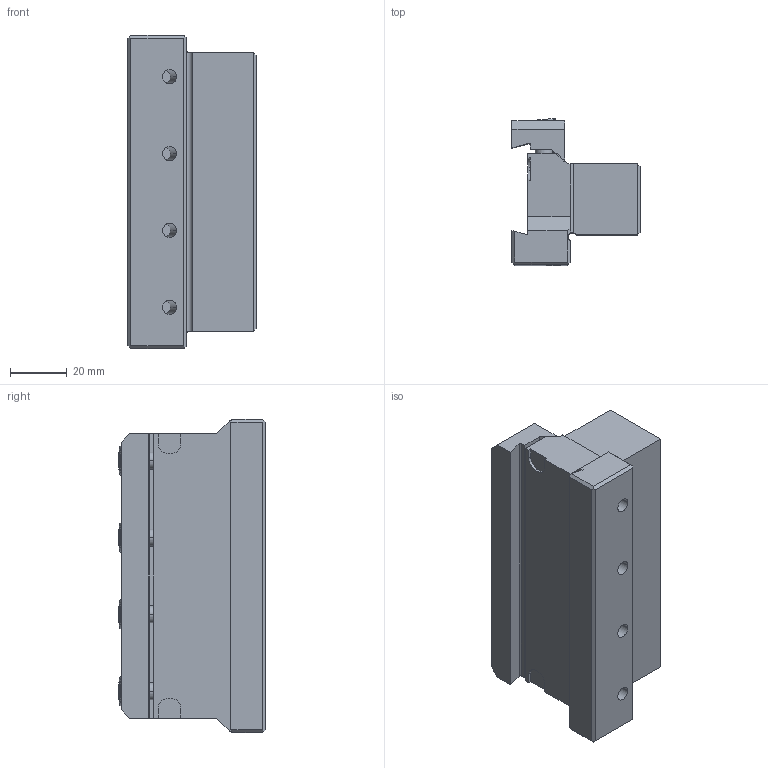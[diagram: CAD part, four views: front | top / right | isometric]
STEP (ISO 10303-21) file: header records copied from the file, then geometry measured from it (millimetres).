
FILE_DESCRIPTION(/* description */ (''),/* implementation_level */ '2;1');
FILE_NAME(/* name */ 'GWTBN2525-B32.stp',/* time_stamp */ '2018-07-17T10:24:48+09:00',/* author */ (''),/* organization */ (''),/* preprocessor_version */ 'ST-DEVELOPER v16',/* originating_system */ 'SIEMENS PLM Software NX 10.0',/* authorisation */ '');
FILE_SCHEMA (('AUTOMOTIVE_DESIGN { 1 0 10303 214 3 1 1 1 }'));
Length unit declared in the file: millimetre
Products named in the file (1): GWTBN2525-B32_ASM
Bounding box: 45 x 51.46 x 110 mm (x, y, z)
Volume: 142435.4 mm3; surface area: 32796 mm2
Topology: 6 solids, 6 shells, 180 faces, 448 edges, 292 vertices
Faces by surface type: plane 100, cylinder 56, torus 16, cone 8
Entity records: 5671 total; most frequent: DIRECTION 1022, CARTESIAN_POINT 973, ORIENTED_EDGE 896, EDGE_CURVE 448, AXIS2_PLACEMENT_3D 373, VERTEX_POINT 292, LINE 276, VECTOR 276
